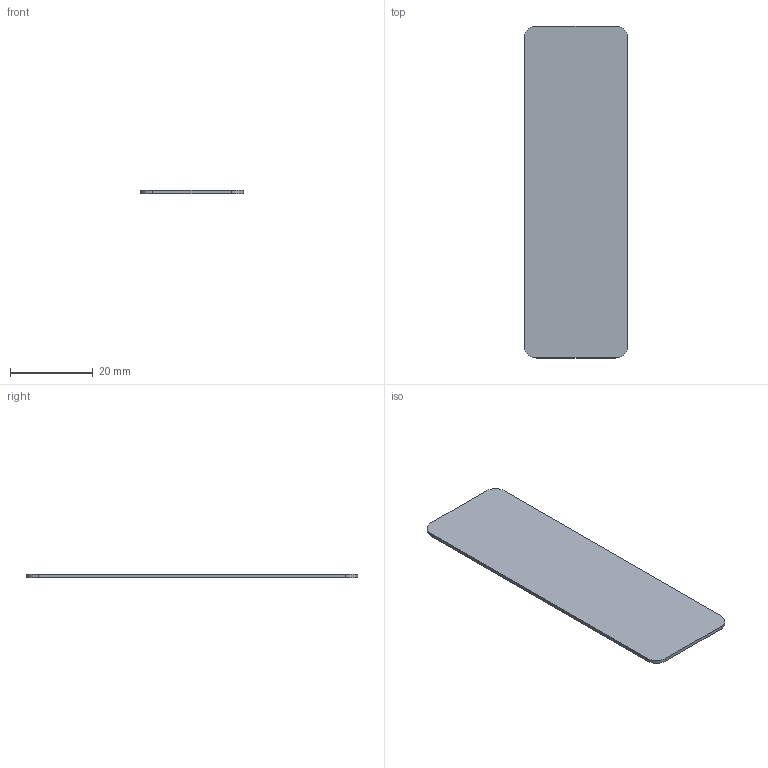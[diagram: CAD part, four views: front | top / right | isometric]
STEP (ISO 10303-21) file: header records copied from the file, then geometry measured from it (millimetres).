
FILE_DESCRIPTION (( 'STEP AP214' ), '1' );
FILE_NAME ('7910461', '2019-01-31T12:06:03', ( '' ), ('JUGARD+KÜNSTNER GmbH'), 'SwSTEP 2.0', 'SolidWorks 2017', '' );
FILE_SCHEMA (( 'AUTOMOTIVE_DESIGN' ));
Length unit declared in the file: millimetre
Products named in the file (1): 7910461_CNAJF00
Bounding box: 25 x 80 x 0.8 mm (x, y, z)
Volume: 1585.2 mm3; surface area: 4150.1 mm2
Topology: 1 solids, 1 shells, 192 faces, 522 edges, 349 vertices
Faces by surface type: plane 153, bspline 34, cylinder 5
Entity records: 7011 total; most frequent: CARTESIAN_POINT 2295, ORIENTED_EDGE 1044, DIRECTION 781, EDGE_CURVE 522, LINE 443, VECTOR 443, VERTEX_POINT 349, EDGE_LOOP 209
